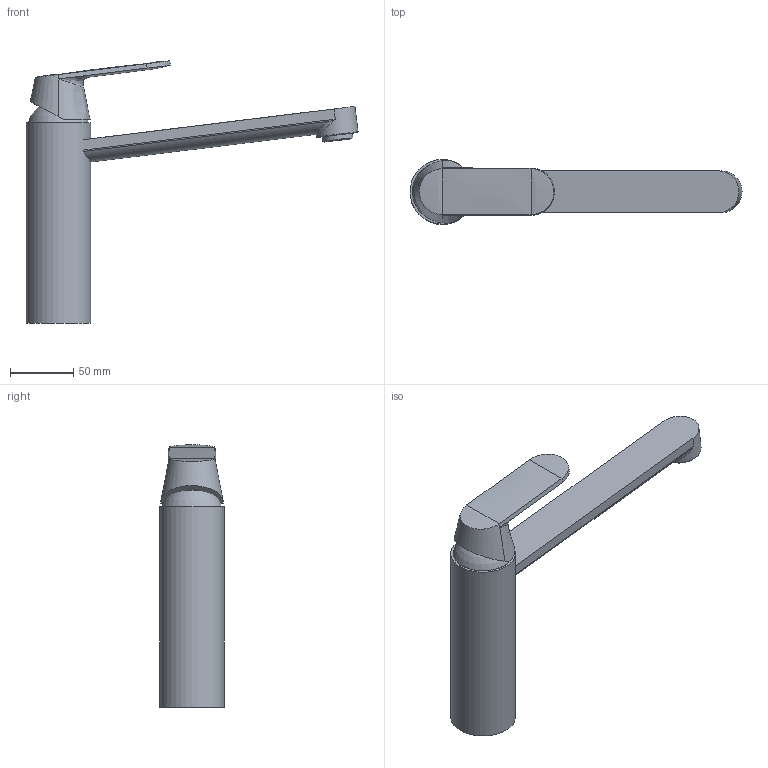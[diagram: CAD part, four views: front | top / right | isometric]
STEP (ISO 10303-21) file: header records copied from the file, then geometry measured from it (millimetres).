
FILE_DESCRIPTION(/* description */ ('Unknown'),/* implementation_level */ '2;1');
FILE_NAME(/* name */ '30193000',/* time_stamp */ '2022-09-08T11:16:27+02:00',/* author */ ('Unknown'),/* organization */ ('GROHE AG'),/* preprocessor_version */ 'ST-DEVELOPER v16.7',/* originating_system */ 'DEX',/* authorisation */ $);
FILE_SCHEMA (('AUTOMOTIVE_DESIGN {1 0 10303 214 3 1 1}'));
Length unit declared in the file: millimetre
Products named in the file (4): 30193000; id11; 1; rail_sur
Assembly tree (3 placements, depth 2):
  30193000
    id11
    1
    rail_sur
Bounding box: 261.81 x 51 x 206.86 mm (x, y, z)
Surface area: 63438.9 mm2 (no closed solid volume)
Topology: 0 solids, 6 shells, 41 faces, 95 edges, 62 vertices
Faces by surface type: bspline 15, plane 11, cylinder 9, torus 3, cone 2, sphere 1
Full cylindrical faces by diameter (mm): 23.87 x1, 24.5 x1, 30.9 x1, 31.3 x1, 33 x1, 51 x1
Entity records: 3431 total; most frequent: CARTESIAN_POINT 2438, ORIENTED_EDGE 149, DIRECTION 121, EDGE_CURVE 82, VERTEX_POINT 60, EDGE_LOOP 58, FACE_BOUND 58, AXIS2_PLACEMENT_3D 54
